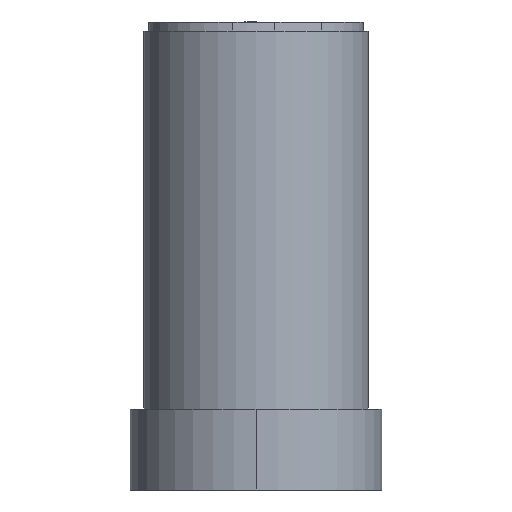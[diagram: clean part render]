
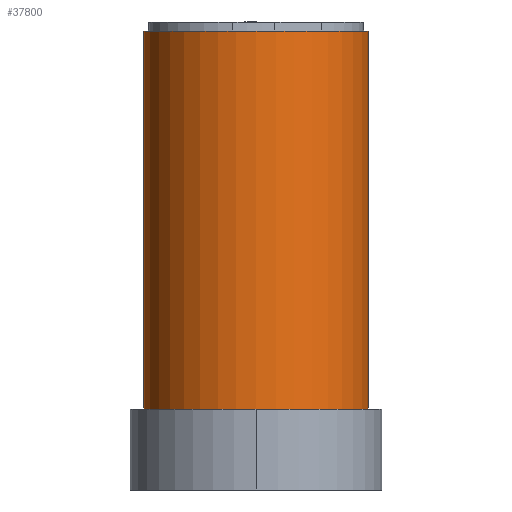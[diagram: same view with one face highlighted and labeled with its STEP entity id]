
A CAD part, left-side view. The second image highlights one B-rep face of the part: STEP entity #37800.
In plain terms, the highlighted cylindrical face has radius 3.175 mm (diameter 6.35 mm), a partial arc.
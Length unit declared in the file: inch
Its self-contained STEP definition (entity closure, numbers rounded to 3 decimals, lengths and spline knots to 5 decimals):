
#7802 = CARTESIAN_POINT ( 'NONE',  ( -0.585, -0.125, 0.075 ) ) ;
#7804 = CARTESIAN_POINT ( 'NONE',  ( -0.585, -0.125, 0.495 ) ) ;
#7821 = CARTESIAN_POINT ( 'NONE',  ( -0.585, 0.125, 0.075 ) ) ;
#7828 = CARTESIAN_POINT ( 'NONE',  ( -0.585, 0.125, 0.495 ) ) ;
#8794 = DIRECTION ( 'NONE',  ( 1., 0., 0. ) ) ;
#8804 = DIRECTION ( 'NONE',  ( 0., 0., 1. ) ) ;
#8806 = CARTESIAN_POINT ( 'NONE',  ( -0.585, 0., -1.50677 ) ) ;
#13649 = FACE_OUTER_BOUND ( 'NONE', #18903, .T. ) ;
#13665 = CYLINDRICAL_SURFACE ( 'NONE', #36891, 0.125 ) ;
#18903 = EDGE_LOOP ( 'NONE', ( #25883, #25788, #25885, #25785 ) ) ;
#25785 = ORIENTED_EDGE ( 'NONE', *, *, #41872, .F. ) ;
#25788 = ORIENTED_EDGE ( 'NONE', *, *, #41870, .T. ) ;
#25883 = ORIENTED_EDGE ( 'NONE', *, *, #41843, .T. ) ;
#25885 = ORIENTED_EDGE ( 'NONE', *, *, #41871, .T. ) ;
#32246 = VERTEX_POINT ( 'NONE', #7802 ) ;
#32248 = VERTEX_POINT ( 'NONE', #7804 ) ;
#32272 = VERTEX_POINT ( 'NONE', #7821 ) ;
#32283 = VERTEX_POINT ( 'NONE', #7828 ) ;
#36891 = AXIS2_PLACEMENT_3D ( 'NONE', #8806, #8804, #8794 ) ;
#37800 = ADVANCED_FACE ( 'NONE', ( #13649 ), #13665, .T. ) ;
#41843 = EDGE_CURVE ( 'NONE', #32283, #32272, #48822, .T. ) ;
#41870 = EDGE_CURVE ( 'NONE', #32272, #32246, #48828, .T. ) ;
#41871 = EDGE_CURVE ( 'NONE', #32246, #32248, #48873, .T. ) ;
#41872 = EDGE_CURVE ( 'NONE', #32283, #32248, #48874, .T. ) ;
#42815 = CARTESIAN_POINT ( 'NONE',  ( -0.585, 0.125, -1.50677 ) ) ;
#42820 = DIRECTION ( 'NONE',  ( 0., 0., -1. ) ) ;
#42875 = DIRECTION ( 'NONE',  ( 0., 0., 1. ) ) ;
#42879 = CARTESIAN_POINT ( 'NONE',  ( -0.585, -0.125, -1.50677 ) ) ;
#42882 = CARTESIAN_POINT ( 'NONE',  ( -0.585, 0., 0.075 ) ) ;
#42883 = DIRECTION ( 'NONE',  ( 0., 0., 1. ) ) ;
#42884 = DIRECTION ( 'NONE',  ( 1., 0., 0. ) ) ;
#42885 = CARTESIAN_POINT ( 'NONE',  ( -0.585, 0., 0.495 ) ) ;
#42886 = DIRECTION ( 'NONE',  ( 0., 0., 1. ) ) ;
#42887 = DIRECTION ( 'NONE',  ( 1., 0., 0. ) ) ;
#48344 = AXIS2_PLACEMENT_3D ( 'NONE', #42882, #42883, #42884 ) ;
#48345 = AXIS2_PLACEMENT_3D ( 'NONE', #42885, #42886, #42887 ) ;
#48822 = LINE ( 'NONE', #42815, #48827 ) ;
#48827 = VECTOR ( 'NONE', #42820, 39.37008 ) ;
#48828 = CIRCLE ( 'NONE', #48344, 0.125 ) ;
#48873 = LINE ( 'NONE', #42879, #48875 ) ;
#48874 = CIRCLE ( 'NONE', #48345, 0.125 ) ;
#48875 = VECTOR ( 'NONE', #42875, 39.37008 ) ;
